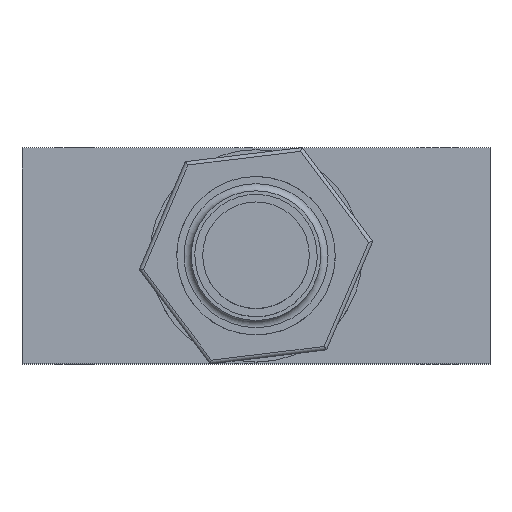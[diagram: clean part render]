
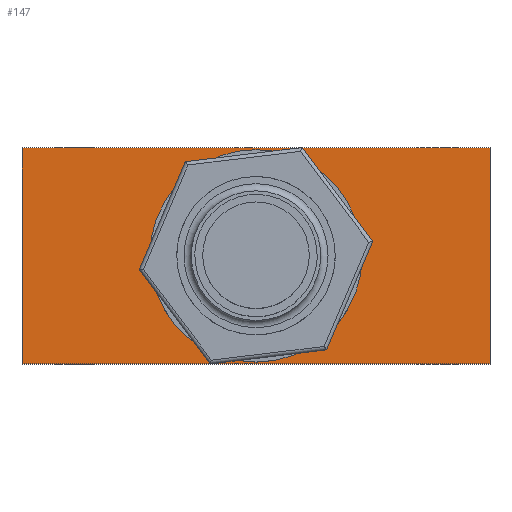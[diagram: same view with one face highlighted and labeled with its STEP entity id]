
A CAD part, top view. The second image highlights one B-rep face of the part: STEP entity #147.
In plain terms, the highlighted planar face has unit normal (0, 0, 1).
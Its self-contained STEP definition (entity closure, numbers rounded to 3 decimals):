
#147 = ADVANCED_FACE( '', ( #298, #299 ), #300, .F. );
#298 = FACE_BOUND( '', #492, .T. );
#299 = FACE_OUTER_BOUND( '', #493, .T. );
#300 = PLANE( '', #494 );
#492 = EDGE_LOOP( '', ( #692 ) );
#493 = EDGE_LOOP( '', ( #693, #694, #695, #696 ) );
#494 = AXIS2_PLACEMENT_3D( '', #697, #698, #699 );
#692 = ORIENTED_EDGE( '', *, *, #1037, .T. );
#693 = ORIENTED_EDGE( '', *, *, #1038, .T. );
#694 = ORIENTED_EDGE( '', *, *, #1039, .F. );
#695 = ORIENTED_EDGE( '', *, *, #1040, .F. );
#696 = ORIENTED_EDGE( '', *, *, #1041, .T. );
#697 = CARTESIAN_POINT( '', ( 32.5, -15., 22.5 ) );
#698 = DIRECTION( '', ( 0., 0., -1. ) );
#699 = DIRECTION( '', ( -1., 0., 0. ) );
#1037 = EDGE_CURVE( '', #1184, #1184, #1185, .T. );
#1038 = EDGE_CURVE( '', #1186, #1187, #1188, .T. );
#1039 = EDGE_CURVE( '', #1189, #1187, #1190, .T. );
#1040 = EDGE_CURVE( '', #1191, #1189, #1192, .T. );
#1041 = EDGE_CURVE( '', #1191, #1186, #1193, .T. );
#1184 = VERTEX_POINT( '', #1382 );
#1185 = CIRCLE( '', #1383, 14.75 );
#1186 = VERTEX_POINT( '', #1384 );
#1187 = VERTEX_POINT( '', #1385 );
#1188 = LINE( '', #1386, #1387 );
#1189 = VERTEX_POINT( '', #1388 );
#1190 = LINE( '', #1389, #1390 );
#1191 = VERTEX_POINT( '', #1391 );
#1192 = LINE( '', #1392, #1393 );
#1193 = LINE( '', #1394, #1395 );
#1382 = CARTESIAN_POINT( '', ( -14.75, 0., 22.5 ) );
#1383 = AXIS2_PLACEMENT_3D( '', #1599, #1600, #1601 );
#1384 = CARTESIAN_POINT( '', ( 32.5, 15., 22.5 ) );
#1385 = CARTESIAN_POINT( '', ( -32.5, 15., 22.5 ) );
#1386 = CARTESIAN_POINT( '', ( 32.5, 15., 22.5 ) );
#1387 = VECTOR( '', #1602, 1000. );
#1388 = CARTESIAN_POINT( '', ( -32.5, -15., 22.5 ) );
#1389 = CARTESIAN_POINT( '', ( -32.5, -15., 22.5 ) );
#1390 = VECTOR( '', #1603, 1000. );
#1391 = CARTESIAN_POINT( '', ( 32.5, -15., 22.5 ) );
#1392 = CARTESIAN_POINT( '', ( 32.5, -15., 22.5 ) );
#1393 = VECTOR( '', #1604, 1000. );
#1394 = CARTESIAN_POINT( '', ( 32.5, -15., 22.5 ) );
#1395 = VECTOR( '', #1605, 1000. );
#1599 = CARTESIAN_POINT( '', ( 0., 0., 22.5 ) );
#1600 = DIRECTION( '', ( 0., 0., -1. ) );
#1601 = DIRECTION( '', ( -1., 0., 0. ) );
#1602 = DIRECTION( '', ( -1., 0., 0. ) );
#1603 = DIRECTION( '', ( 0., 1., 0. ) );
#1604 = DIRECTION( '', ( -1., 0., 0. ) );
#1605 = DIRECTION( '', ( 0., 1., 0. ) );
